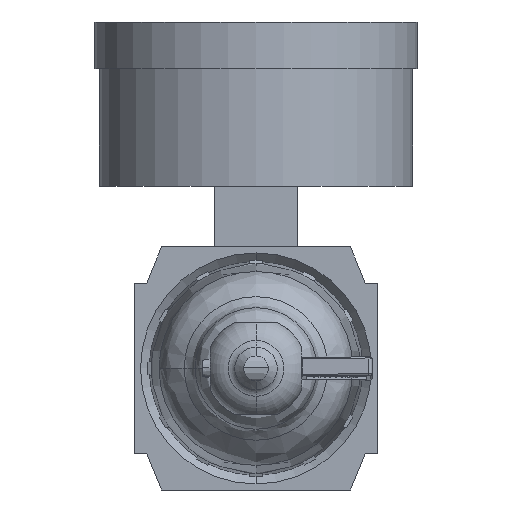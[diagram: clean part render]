
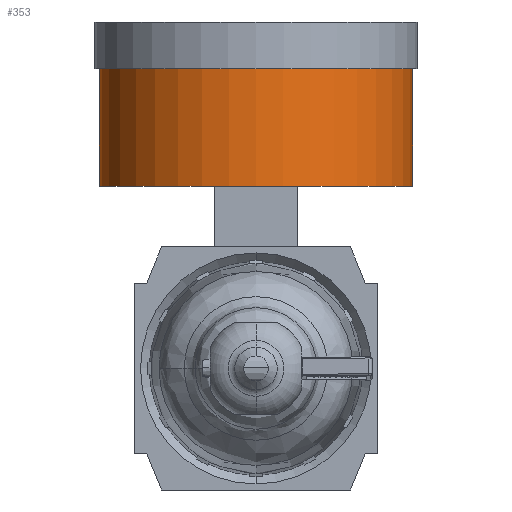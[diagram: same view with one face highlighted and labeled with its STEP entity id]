
A CAD part, front view. The second image highlights one B-rep face of the part: STEP entity #353.
In plain terms, the highlighted cylindrical face has radius 25.8 mm (diameter 51.6 mm), a partial arc.
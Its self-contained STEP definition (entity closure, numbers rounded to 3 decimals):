
#353 = ADVANCED_FACE ( 'NONE', ( #73758 ), #19538, .T. ) ;
#2472 = AXIS2_PLACEMENT_3D ( 'NONE', #31569, #74093, #37653 ) ;
#3499 = DIRECTION ( 'NONE',  ( 1., 0., 0. ) ) ;
#7896 = LINE ( 'NONE', #19155, #20274 ) ;
#9756 = DIRECTION ( 'NONE',  ( 0., 0., 1. ) ) ;
#13215 = VERTEX_POINT ( 'NONE', #42610 ) ;
#13593 = EDGE_CURVE ( 'NONE', #13215, #46336, #77777, .T. ) ;
#16208 = CARTESIAN_POINT ( 'NONE',  ( -25.8, 0., -27. ) ) ;
#16478 = ORIENTED_EDGE ( 'NONE', *, *, #74311, .F. ) ;
#17190 = VECTOR ( 'NONE', #22281, 1000. ) ;
#19155 = CARTESIAN_POINT ( 'NONE',  ( 25.8, 0., -27. ) ) ;
#19227 = EDGE_CURVE ( 'NONE', #13215, #56926, #7896, .T. ) ;
#19538 = CYLINDRICAL_SURFACE ( 'NONE', #67193, 25.8 ) ;
#20274 = VECTOR ( 'NONE', #25276, 1000. ) ;
#22281 = DIRECTION ( 'NONE',  ( 0., 0., 1. ) ) ;
#23153 = EDGE_LOOP ( 'NONE', ( #64858, #66867, #16478, #23627 ) ) ;
#23627 = ORIENTED_EDGE ( 'NONE', *, *, #19227, .F. ) ;
#24153 = CIRCLE ( 'NONE', #2472, 25.8 ) ;
#25276 = DIRECTION ( 'NONE',  ( 0., 0., 1. ) ) ;
#31569 = CARTESIAN_POINT ( 'NONE',  ( 0., 0., -7.7 ) ) ;
#34155 = DIRECTION ( 'NONE',  ( 1., 0., 0. ) ) ;
#37653 = DIRECTION ( 'NONE',  ( 1., 0., 0. ) ) ;
#39921 = DIRECTION ( 'NONE',  ( 0., 0., 1. ) ) ;
#40023 = CARTESIAN_POINT ( 'NONE',  ( 0., 0., -27. ) ) ;
#42610 = CARTESIAN_POINT ( 'NONE',  ( 25.8, 0., -27. ) ) ;
#46336 = VERTEX_POINT ( 'NONE', #54863 ) ;
#49469 = LINE ( 'NONE', #16208, #17190 ) ;
#54863 = CARTESIAN_POINT ( 'NONE',  ( -25.8, 0., -27. ) ) ;
#55204 = EDGE_CURVE ( 'NONE', #46336, #74990, #49469, .T. ) ;
#56926 = VERTEX_POINT ( 'NONE', #68638 ) ;
#62202 = CARTESIAN_POINT ( 'NONE',  ( -25.8, 0., -7.7 ) ) ;
#64858 = ORIENTED_EDGE ( 'NONE', *, *, #13593, .T. ) ;
#66867 = ORIENTED_EDGE ( 'NONE', *, *, #55204, .T. ) ;
#67193 = AXIS2_PLACEMENT_3D ( 'NONE', #40023, #9756, #34155 ) ;
#68638 = CARTESIAN_POINT ( 'NONE',  ( 25.8, 0., -7.7 ) ) ;
#69874 = AXIS2_PLACEMENT_3D ( 'NONE', #76341, #39921, #3499 ) ;
#73758 = FACE_OUTER_BOUND ( 'NONE', #23153, .T. ) ;
#74093 = DIRECTION ( 'NONE',  ( 0., 0., 1. ) ) ;
#74311 = EDGE_CURVE ( 'NONE', #56926, #74990, #24153, .T. ) ;
#74990 = VERTEX_POINT ( 'NONE', #62202 ) ;
#76341 = CARTESIAN_POINT ( 'NONE',  ( 0., 0., -27. ) ) ;
#77777 = CIRCLE ( 'NONE', #69874, 25.8 ) ;
